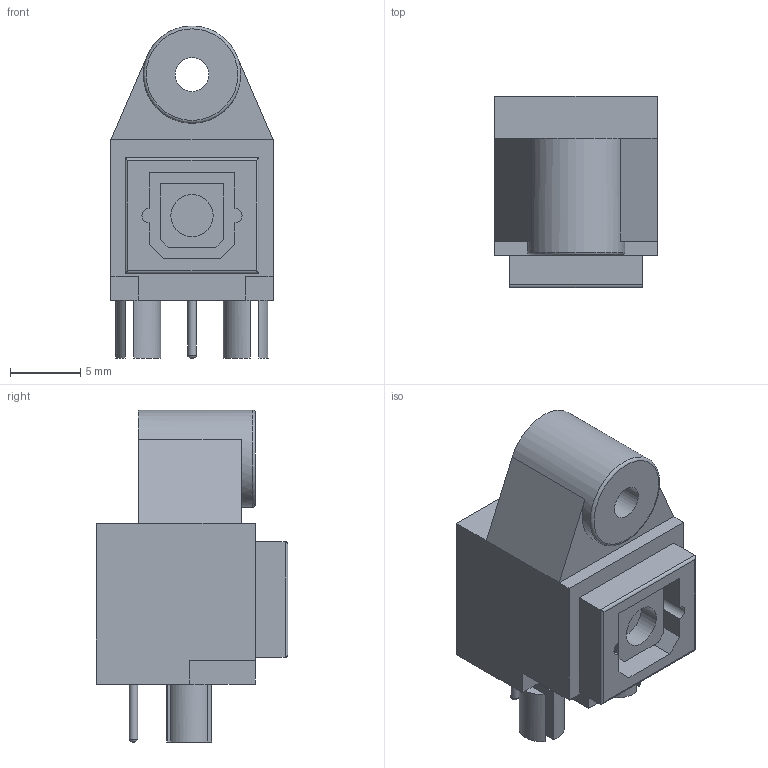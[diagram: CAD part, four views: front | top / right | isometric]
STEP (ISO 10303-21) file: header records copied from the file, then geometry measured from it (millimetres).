
FILE_DESCRIPTION(('FreeCAD Model'),'2;1');
FILE_NAME('Open CASCADE Shape Model','2025-01-17T14:56:29',( 'kicad StepUp'),('ksu MCAD'),'Open CASCADE STEP processor 7.8', 'FreeCAD','Unknown');
FILE_SCHEMA(('AUTOMOTIVE_DESIGN { 1 0 10303 214 1 1 1 1 }'));
Length unit declared in the file: millimetre
Products named in the file (1): PLT133_T
Bounding box: 11.5 x 13.6 x 23.55 mm (x, y, z)
Volume: 2076.1 mm3; surface area: 1368.4 mm2
Topology: 1 solids, 1 shells, 75 faces, 178 edges, 112 vertices
Faces by surface type: plane 55, cylinder 16, revolution 3, torus 1
Full cylindrical faces by diameter (mm): 0.6 x3, 2.4 x1, 3 x1, 6.9 x1
Entity records: 2856 total; most frequent: CARTESIAN_POINT 389, DIRECTION 367, ORIENTED_EDGE 356, EDGE_CURVE 178, LINE 134, VECTOR 134, AXIS2_PLACEMENT_3D 115, VERTEX_POINT 112
